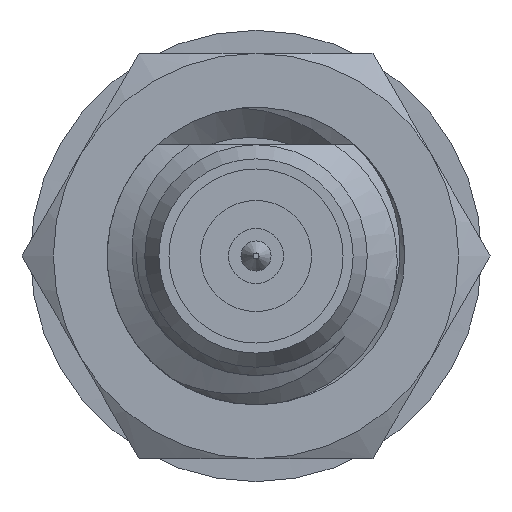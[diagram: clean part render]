
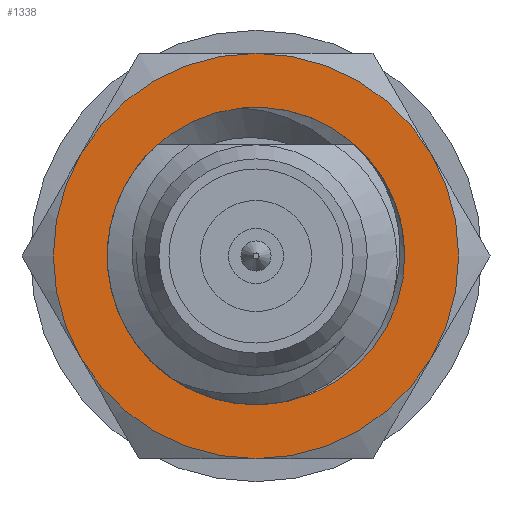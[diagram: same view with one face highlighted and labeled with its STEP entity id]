
A CAD part, left-side view. The second image highlights one B-rep face of the part: STEP entity #1338.
In plain terms, the highlighted planar face has unit normal (-1, 0, 0).
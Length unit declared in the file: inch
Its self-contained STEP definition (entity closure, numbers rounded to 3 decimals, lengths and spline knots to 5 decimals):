
#5 = CARTESIAN_POINT ( 'NONE',  ( 0.23788, 0., 0. ) ) ;
#161 = AXIS2_PLACEMENT_3D ( 'NONE', #11156, #1804, #1768 ) ;
#586 = CIRCLE ( 'NONE', #5501, 0.069 ) ;
#970 = ORIENTED_EDGE ( 'NONE', *, *, #10744, .T. ) ;
#1020 = CIRCLE ( 'NONE', #9242, 0.094 ) ;
#1234 = DIRECTION ( 'NONE',  ( 1., 0., 0. ) ) ;
#1279 = CARTESIAN_POINT ( 'NONE',  ( 0.23788, -0.08141, 0.047 ) ) ;
#1338 = ADVANCED_FACE ( 'NONE', ( #6395, #9087 ), #8471, .F. ) ;
#1531 = CARTESIAN_POINT ( 'NONE',  ( 0.23788, 0., 0. ) ) ;
#1626 = DIRECTION ( 'NONE',  ( 1., 0., 0. ) ) ;
#1699 = ORIENTED_EDGE ( 'NONE', *, *, #9667, .T. ) ;
#1768 = DIRECTION ( 'NONE',  ( 0., -0.5, 0.866 ) ) ;
#1804 = DIRECTION ( 'NONE',  ( -1., 0., 0. ) ) ;
#1845 = EDGE_LOOP ( 'NONE', ( #970, #2577 ) ) ;
#1893 = AXIS2_PLACEMENT_3D ( 'NONE', #8040, #6324, #2897 ) ;
#2060 = CARTESIAN_POINT ( 'NONE',  ( 0.23788, 0., 0. ) ) ;
#2080 = CIRCLE ( 'NONE', #1893, 0.094 ) ;
#2388 = AXIS2_PLACEMENT_3D ( 'NONE', #2450, #1626, #6741 ) ;
#2450 = CARTESIAN_POINT ( 'NONE',  ( 0.23788, 0.10854, 0. ) ) ;
#2511 = EDGE_LOOP ( 'NONE', ( #1699, #2633, #5754, #5440, #4435, #7597 ) ) ;
#2526 = EDGE_CURVE ( 'NONE', #3040, #10187, #4914, .T. ) ;
#2577 = ORIENTED_EDGE ( 'NONE', *, *, #6408, .T. ) ;
#2633 = ORIENTED_EDGE ( 'NONE', *, *, #3003, .T. ) ;
#2834 = DIRECTION ( 'NONE',  ( 1., 0., 0. ) ) ;
#2897 = DIRECTION ( 'NONE',  ( 0., -0.5, 0.866 ) ) ;
#2898 = AXIS2_PLACEMENT_3D ( 'NONE', #5, #6033, #8608 ) ;
#3003 = EDGE_CURVE ( 'NONE', #5892, #10293, #2080, .T. ) ;
#3040 = VERTEX_POINT ( 'NONE', #7375 ) ;
#3039 = VERTEX_POINT ( 'NONE', #1279 ) ;
#3227 = CARTESIAN_POINT ( 'NONE',  ( 0.23788, 0., 0. ) ) ;
#3445 = EDGE_CURVE ( 'NONE', #10293, #10011, #6663, .T. ) ;
#3656 = EDGE_CURVE ( 'NONE', #10011, #3040, #8543, .T. ) ;
#4001 = EDGE_CURVE ( 'NONE', #3039, #10187, #1020, .T. ) ;
#4082 = DIRECTION ( 'NONE',  ( 0., -0.5, 0.866 ) ) ;
#4435 = ORIENTED_EDGE ( 'NONE', *, *, #2526, .T. ) ;
#4563 = CARTESIAN_POINT ( 'NONE',  ( 0.23788, -0.0439, 0.05323 ) ) ;
#4593 = CARTESIAN_POINT ( 'NONE',  ( 0.23788, 0., 0. ) ) ;
#4640 = CARTESIAN_POINT ( 'NONE',  ( 0.23788, 0.00694, 0.06865 ) ) ;
#4727 = DIRECTION ( 'NONE',  ( 0., -0.5, 0.866 ) ) ;
#4760 = DIRECTION ( 'NONE',  ( 0., -0.5, 0.866 ) ) ;
#4914 = CIRCLE ( 'NONE', #10774, 0.094 ) ;
#5440 = ORIENTED_EDGE ( 'NONE', *, *, #3656, .T. ) ;
#5501 = AXIS2_PLACEMENT_3D ( 'NONE', #4593, #2834, #6231 ) ;
#5754 = ORIENTED_EDGE ( 'NONE', *, *, #3445, .T. ) ;
#5892 = VERTEX_POINT ( 'NONE', #5916 ) ;
#5916 = CARTESIAN_POINT ( 'NONE',  ( 0.23788, 0., 0.094 ) ) ;
#6033 = DIRECTION ( 'NONE',  ( -1., 0., 0. ) ) ;
#6231 = DIRECTION ( 'NONE',  ( 0., -0.5, 0.866 ) ) ;
#6324 = DIRECTION ( 'NONE',  ( -1., 0., 0. ) ) ;
#6395 = FACE_OUTER_BOUND ( 'NONE', #2511, .T. ) ;
#6408 = EDGE_CURVE ( 'NONE', #8128, #10742, #586, .T. ) ;
#6663 = CIRCLE ( 'NONE', #9027, 0.094 ) ;
#6741 = DIRECTION ( 'NONE',  ( 0., -0.5, 0.866 ) ) ;
#7375 = CARTESIAN_POINT ( 'NONE',  ( 0.23788, 0., -0.094 ) ) ;
#7597 = ORIENTED_EDGE ( 'NONE', *, *, #4001, .F. ) ;
#8040 = CARTESIAN_POINT ( 'NONE',  ( 0.23788, 0., 0. ) ) ;
#8065 = DIRECTION ( 'NONE',  ( 1., 0., 0. ) ) ;
#8128 = VERTEX_POINT ( 'NONE', #4640 ) ;
#8456 = DIRECTION ( 'NONE',  ( -1., 0., 0. ) ) ;
#8471 = PLANE ( 'NONE',  #2388 ) ;
#8543 = CIRCLE ( 'NONE', #161, 0.094 ) ;
#8608 = DIRECTION ( 'NONE',  ( 0., -0.5, 0.866 ) ) ;
#9027 = AXIS2_PLACEMENT_3D ( 'NONE', #3227, #9262, #4082 ) ;
#9087 = FACE_BOUND ( 'NONE', #1845, .T. ) ;
#9158 = CARTESIAN_POINT ( 'NONE',  ( 0.23788, -0.08141, -0.047 ) ) ;
#9242 = AXIS2_PLACEMENT_3D ( 'NONE', #2060, #8065, #4760 ) ;
#9262 = DIRECTION ( 'NONE',  ( -1., 0., 0. ) ) ;
#9333 = DIRECTION ( 'NONE',  ( 0., -0.5, 0.866 ) ) ;
#9667 = EDGE_CURVE ( 'NONE', #3039, #5892, #9905, .T. ) ;
#9905 = CIRCLE ( 'NONE', #2898, 0.094 ) ;
#9986 = AXIS2_PLACEMENT_3D ( 'NONE', #10773, #1234, #4727 ) ;
#10011 = VERTEX_POINT ( 'NONE', #10356 ) ;
#10116 = CARTESIAN_POINT ( 'NONE',  ( 0.23788, 0.08141, 0.047 ) ) ;
#10187 = VERTEX_POINT ( 'NONE', #9158 ) ;
#10293 = VERTEX_POINT ( 'NONE', #10116 ) ;
#10356 = CARTESIAN_POINT ( 'NONE',  ( 0.23788, 0.08141, -0.047 ) ) ;
#10556 = CIRCLE ( 'NONE', #9986, 0.069 ) ;
#10742 = VERTEX_POINT ( 'NONE', #4563 ) ;
#10744 = EDGE_CURVE ( 'NONE', #10742, #8128, #10556, .T. ) ;
#10773 = CARTESIAN_POINT ( 'NONE',  ( 0.23788, 0., 0. ) ) ;
#10774 = AXIS2_PLACEMENT_3D ( 'NONE', #1531, #8456, #9333 ) ;
#11156 = CARTESIAN_POINT ( 'NONE',  ( 0.23788, 0., 0. ) ) ;
